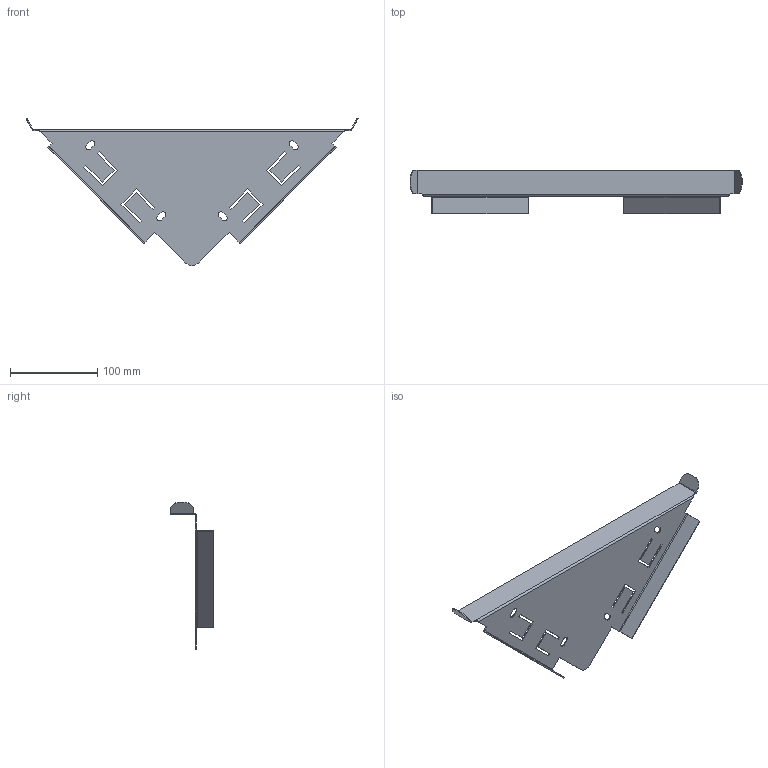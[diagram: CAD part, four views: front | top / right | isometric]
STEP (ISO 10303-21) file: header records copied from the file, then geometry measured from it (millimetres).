
FILE_DESCRIPTION (( 'STEP AP203' ), '1' );
FILE_NAME ('10-02-1566.STEP', '2013-05-02T12:39:45', ( 'asennus' ), ( '' ), 'SwSTEP 2.0', 'SolidWorks 2013', '' );
FILE_SCHEMA (( 'CONFIG_CONTROL_DESIGN' ));
Length unit declared in the file: millimetre
Products named in the file (1): 10-02-1566
Bounding box: 379.94 x 49.99 x 168.46 mm (x, y, z)
Volume: 47284.2 mm3; surface area: 96422.2 mm2
Topology: 1 solids, 1 shells, 115 faces, 299 edges, 186 vertices
Faces by surface type: plane 85, cylinder 28, bspline 2
Entity records: 3610 total; most frequent: CARTESIAN_POINT 679, ORIENTED_EDGE 598, DIRECTION 571, EDGE_CURVE 299, LINE 239, VECTOR 239, VERTEX_POINT 186, AXIS2_PLACEMENT_3D 166
